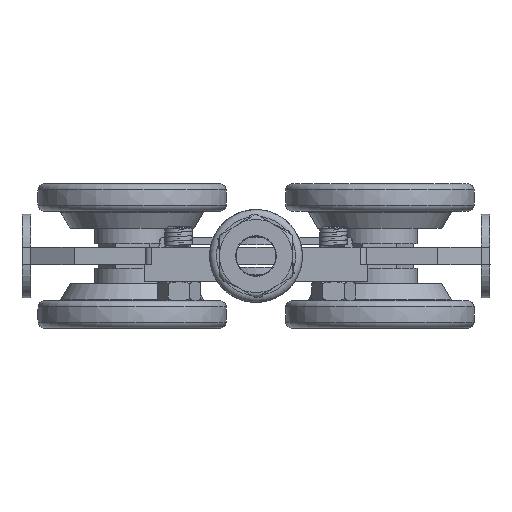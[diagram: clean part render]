
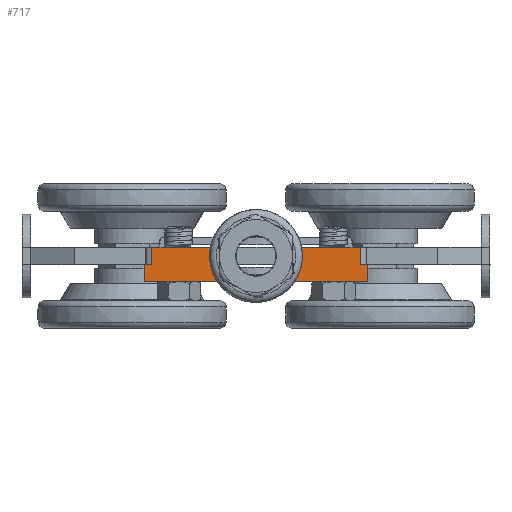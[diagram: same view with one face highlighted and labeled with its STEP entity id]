
A CAD part, front view. The second image highlights one B-rep face of the part: STEP entity #717.
In plain terms, the highlighted planar face has unit normal (0, -1, 0).
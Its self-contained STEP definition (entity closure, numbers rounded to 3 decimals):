
#191=CARTESIAN_POINT('',(-10.725,0.,0.058));
#192=VERTEX_POINT('',#191);
#246=CARTESIAN_POINT('',(-10.711,0.,-0.004));
#247=VERTEX_POINT('',#246);
#355=CARTESIAN_POINT('',(10.35,0.,6.225));
#356=VERTEX_POINT('',#355);
#357=CARTESIAN_POINT('',(12.448,0.,4.75));
#358=VERTEX_POINT('',#357);
#359=CARTESIAN_POINT('',(12.448,0.,6.98));
#360=DIRECTION('',(0.,-1.,0.));
#361=DIRECTION('',(-0.575,0.,-0.818));
#362=AXIS2_PLACEMENT_3D('',#359,#360,#361);
#363=CIRCLE('',#362,2.23);
#364=EDGE_CURVE('',#356,#358,#363,.T.);
#388=CARTESIAN_POINT('',(0.,0.,2.5));
#389=DIRECTION('',(0.0,1.0,0.0));
#390=DIRECTION('',(-1.0,0.0,0.0));
#391=AXIS2_PLACEMENT_3D('',#388,#389,#390);
#392=CIRCLE('',#391,11.0);
#393=EDGE_CURVE('',#192,#356,#392,.T.);
#396=CARTESIAN_POINT('',(10.35,0.,-1.225));
#397=VERTEX_POINT('',#396);
#398=CARTESIAN_POINT('',(0.,0.,2.5));
#399=DIRECTION('',(0.0,1.0,0.0));
#400=DIRECTION('',(-1.0,0.0,0.0));
#401=AXIS2_PLACEMENT_3D('',#398,#399,#400);
#402=CIRCLE('',#401,11.0);
#403=EDGE_CURVE('',#397,#247,#402,.T.);
#428=CARTESIAN_POINT('',(12.448,0.,0.25));
#429=VERTEX_POINT('',#428);
#430=CARTESIAN_POINT('',(12.448,0.,-1.98));
#431=DIRECTION('',(0.,-1.,0.));
#432=DIRECTION('',(-0.575,0.,0.818));
#433=AXIS2_PLACEMENT_3D('',#430,#431,#432);
#434=CIRCLE('',#433,2.23);
#435=EDGE_CURVE('',#429,#397,#434,.T.);
#472=CARTESIAN_POINT('',(13.,0.,0.25));
#473=VERTEX_POINT('',#472);
#474=CARTESIAN_POINT('',(13.,0.0,0.25));
#475=DIRECTION('',(-1.0,0.0,0.0));
#476=VECTOR('',#475,0.552);
#477=LINE('',#474,#476);
#478=EDGE_CURVE('',#473,#429,#477,.T.);
#497=CARTESIAN_POINT('',(13.,0.,4.75));
#498=VERTEX_POINT('',#497);
#499=CARTESIAN_POINT('',(13.,0.0,4.75));
#500=DIRECTION('',(0.0,0.0,-1.0));
#501=VECTOR('',#500,4.5);
#502=LINE('',#499,#501);
#503=EDGE_CURVE('',#498,#473,#502,.T.);
#522=CARTESIAN_POINT('',(12.448,0.0,4.75));
#523=DIRECTION('',(1.0,0.0,0.0));
#524=VECTOR('',#523,0.552);
#525=LINE('',#522,#524);
#526=EDGE_CURVE('',#358,#498,#525,.T.);
#543=CARTESIAN_POINT('',(32.25,0.0,0.0));
#544=DIRECTION('',(0.0,-1.0,0.0));
#545=DIRECTION('',(0.0,0.0,-1.0));
#546=AXIS2_PLACEMENT_3D('',#543,#544,#545);
#547=PLANE('',#546);
#548=CARTESIAN_POINT('',(-32.5,0.,0.));
#549=VERTEX_POINT('',#548);
#550=CARTESIAN_POINT('',(-30.25,0.0,0.0));
#551=VERTEX_POINT('',#550);
#552=CARTESIAN_POINT('',(-32.5,0.,0.));
#553=DIRECTION('',(1.0,0.0,0.0));
#554=VECTOR('',#553,2.25);
#555=LINE('',#552,#554);
#556=EDGE_CURVE('',#549,#551,#555,.T.);
#557=ORIENTED_EDGE('',*,*,#556,.F.);
#558=CARTESIAN_POINT('',(-32.5,0.,-5.));
#559=VERTEX_POINT('',#558);
#560=CARTESIAN_POINT('',(-32.5,0.,-5.));
#561=DIRECTION('',(0.0,0.0,1.0));
#562=VECTOR('',#561,5.0);
#563=LINE('',#560,#562);
#564=EDGE_CURVE('',#559,#549,#563,.T.);
#565=ORIENTED_EDGE('',*,*,#564,.F.);
#566=CARTESIAN_POINT('',(-10.954,0.,-5.));
#567=VERTEX_POINT('',#566);
#568=CARTESIAN_POINT('',(-10.954,0.,-5.));
#569=DIRECTION('',(-1.0,0.0,0.0));
#570=VECTOR('',#569,21.546);
#571=LINE('',#568,#570);
#572=EDGE_CURVE('',#567,#559,#571,.T.);
#573=ORIENTED_EDGE('',*,*,#572,.F.);
#574=CARTESIAN_POINT('',(-9.443,0.,-5.69));
#575=VERTEX_POINT('',#574);
#576=CARTESIAN_POINT('',(-10.954,0.,-7.));
#577=DIRECTION('',(0.0,-1.0,0.0));
#578=DIRECTION('',(0.0,0.0,-1.0));
#579=AXIS2_PLACEMENT_3D('',#576,#577,#578);
#580=CIRCLE('',#579,2.);
#581=EDGE_CURVE('',#575,#567,#580,.T.);
#582=ORIENTED_EDGE('',*,*,#581,.F.);
#583=CARTESIAN_POINT('',(9.443,0.,-5.69));
#584=VERTEX_POINT('',#583);
#585=CARTESIAN_POINT('',(0.,0.,2.5));
#586=DIRECTION('',(0.,1.0,0.));
#587=DIRECTION('',(0.755,0.,-0.655));
#588=AXIS2_PLACEMENT_3D('',#585,#586,#587);
#589=CIRCLE('',#588,12.5);
#590=EDGE_CURVE('',#584,#575,#589,.T.);
#591=ORIENTED_EDGE('',*,*,#590,.F.);
#592=CARTESIAN_POINT('',(10.954,0.,-5.));
#593=VERTEX_POINT('',#592);
#594=CARTESIAN_POINT('',(10.954,0.,-7.));
#595=DIRECTION('',(0.,-1.0,0.));
#596=DIRECTION('',(0.755,0.,-0.655));
#597=AXIS2_PLACEMENT_3D('',#594,#595,#596);
#598=CIRCLE('',#597,2.);
#599=EDGE_CURVE('',#593,#584,#598,.T.);
#600=ORIENTED_EDGE('',*,*,#599,.F.);
#601=CARTESIAN_POINT('',(32.5,0.,-5.));
#602=VERTEX_POINT('',#601);
#603=CARTESIAN_POINT('',(32.5,0.,-5.));
#604=DIRECTION('',(-1.0,0.0,0.0));
#605=VECTOR('',#604,21.546);
#606=LINE('',#603,#605);
#607=EDGE_CURVE('',#602,#593,#606,.T.);
#608=ORIENTED_EDGE('',*,*,#607,.F.);
#609=CARTESIAN_POINT('',(32.5,0.,0.));
#610=VERTEX_POINT('',#609);
#611=CARTESIAN_POINT('',(32.5,0.,0.));
#612=DIRECTION('',(0.0,0.0,-1.0));
#613=VECTOR('',#612,5.0);
#614=LINE('',#611,#613);
#615=EDGE_CURVE('',#610,#602,#614,.T.);
#616=ORIENTED_EDGE('',*,*,#615,.F.);
#617=CARTESIAN_POINT('',(30.25,0.0,0.0));
#618=VERTEX_POINT('',#617);
#619=CARTESIAN_POINT('',(30.25,0.,0.));
#620=DIRECTION('',(1.0,0.0,0.0));
#621=VECTOR('',#620,2.25);
#622=LINE('',#619,#621);
#623=EDGE_CURVE('',#618,#610,#622,.T.);
#624=ORIENTED_EDGE('',*,*,#623,.F.);
#625=CARTESIAN_POINT('',(30.25,0.0,5.0));
#626=VERTEX_POINT('',#625);
#627=CARTESIAN_POINT('',(30.25,0.0,5.0));
#628=DIRECTION('',(0.0,0.0,-1.0));
#629=VECTOR('',#628,5.0);
#630=LINE('',#627,#629);
#631=EDGE_CURVE('',#626,#618,#630,.T.);
#632=ORIENTED_EDGE('',*,*,#631,.F.);
#633=CARTESIAN_POINT('',(13.784,0.0,5.));
#634=VERTEX_POINT('',#633);
#635=CARTESIAN_POINT('',(30.25,0.0,5.0));
#636=DIRECTION('',(-1.0,0.0,0.0));
#637=VECTOR('',#636,16.466);
#638=LINE('',#635,#637);
#639=EDGE_CURVE('',#626,#634,#638,.T.);
#640=ORIENTED_EDGE('',*,*,#639,.T.);
#641=CARTESIAN_POINT('',(11.883,0.0,6.379));
#642=VERTEX_POINT('',#641);
#643=CARTESIAN_POINT('',(13.784,0.0,7.0));
#644=DIRECTION('',(0.0,1.,0.0));
#645=DIRECTION('',(0.951,0.0,0.31));
#646=AXIS2_PLACEMENT_3D('',#643,#644,#645);
#647=CIRCLE('',#646,2.);
#648=EDGE_CURVE('',#634,#642,#647,.T.);
#649=ORIENTED_EDGE('',*,*,#648,.T.);
#650=CARTESIAN_POINT('',(-11.883,0.0,6.379));
#651=VERTEX_POINT('',#650);
#652=CARTESIAN_POINT('',(0.0,0.0,2.5));
#653=DIRECTION('',(0.0,-1.0,0.0));
#654=DIRECTION('',(0.951,0.0,0.31));
#655=AXIS2_PLACEMENT_3D('',#652,#653,#654);
#656=CIRCLE('',#655,12.5);
#657=EDGE_CURVE('',#642,#651,#656,.T.);
#658=ORIENTED_EDGE('',*,*,#657,.T.);
#659=CARTESIAN_POINT('',(-13.784,0.0,5.));
#660=VERTEX_POINT('',#659);
#661=CARTESIAN_POINT('',(-13.784,0.0,7.));
#662=DIRECTION('',(0.0,1.0,0.0));
#663=DIRECTION('',(0.0,0.0,1.0));
#664=AXIS2_PLACEMENT_3D('',#661,#662,#663);
#665=CIRCLE('',#664,2.);
#666=EDGE_CURVE('',#651,#660,#665,.T.);
#667=ORIENTED_EDGE('',*,*,#666,.T.);
#668=CARTESIAN_POINT('',(-30.25,0.0,5.0));
#669=VERTEX_POINT('',#668);
#670=CARTESIAN_POINT('',(-13.784,0.0,5.0));
#671=DIRECTION('',(-1.0,0.0,0.0));
#672=VECTOR('',#671,16.466);
#673=LINE('',#670,#672);
#674=EDGE_CURVE('',#660,#669,#673,.T.);
#675=ORIENTED_EDGE('',*,*,#674,.T.);
#676=CARTESIAN_POINT('',(-30.25,0.0,0.0));
#677=DIRECTION('',(0.0,0.0,1.0));
#678=VECTOR('',#677,5.0);
#679=LINE('',#676,#678);
#680=EDGE_CURVE('',#551,#669,#679,.T.);
#681=ORIENTED_EDGE('',*,*,#680,.F.);
#682=EDGE_LOOP('',(#557,#565,#573,#582,#591,#600,#608,#616,#624,#632,#640,#649,#658,#667,#675,#681));
#683=FACE_OUTER_BOUND('',#682,.T.);
#684=ORIENTED_EDGE('',*,*,#393,.T.);
#685=ORIENTED_EDGE('',*,*,#364,.T.);
#686=ORIENTED_EDGE('',*,*,#526,.T.);
#687=ORIENTED_EDGE('',*,*,#503,.T.);
#688=ORIENTED_EDGE('',*,*,#478,.T.);
#689=ORIENTED_EDGE('',*,*,#435,.T.);
#690=ORIENTED_EDGE('',*,*,#403,.T.);
#691=CARTESIAN_POINT('',(-10.954,0.,0.));
#692=VERTEX_POINT('',#691);
#693=CARTESIAN_POINT('',(-10.954,0.,-7.0));
#694=DIRECTION('',(0.0,1.0,0.0));
#695=DIRECTION('',(0.0,0.0,1.0));
#696=AXIS2_PLACEMENT_3D('',#693,#694,#695);
#697=CIRCLE('',#696,7.);
#698=EDGE_CURVE('',#692,#247,#697,.T.);
#699=ORIENTED_EDGE('',*,*,#698,.F.);
#700=CARTESIAN_POINT('',(-11.402,0.0,0.));
#701=VERTEX_POINT('',#700);
#702=CARTESIAN_POINT('',(-11.402,0.,0.));
#703=DIRECTION('',(1.0,0.0,0.0));
#704=VECTOR('',#703,0.447);
#705=LINE('',#702,#704);
#706=EDGE_CURVE('',#701,#692,#705,.T.);
#707=ORIENTED_EDGE('',*,*,#706,.F.);
#708=CARTESIAN_POINT('',(-11.402,0.0,4.0));
#709=DIRECTION('',(0.0,-1.0,0.0));
#710=DIRECTION('',(0.0,0.0,1.0));
#711=AXIS2_PLACEMENT_3D('',#708,#709,#710);
#712=CIRCLE('',#711,4.);
#713=EDGE_CURVE('',#701,#192,#712,.T.);
#714=ORIENTED_EDGE('',*,*,#713,.T.);
#715=EDGE_LOOP('',(#684,#685,#686,#687,#688,#689,#690,#699,#707,#714));
#716=FACE_BOUND('',#715,.T.);
#717=ADVANCED_FACE('',(#683,#716),#547,.T.);
